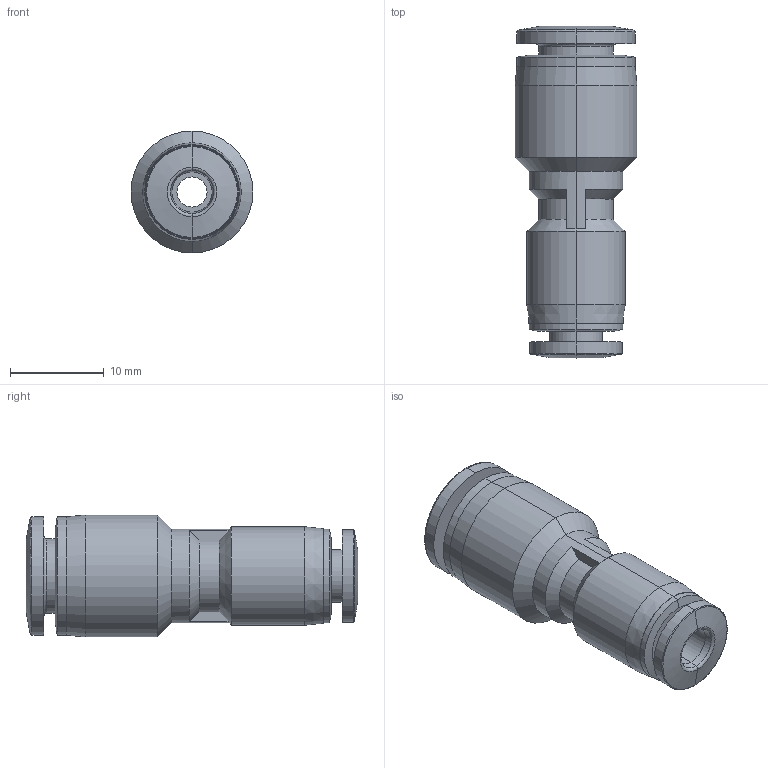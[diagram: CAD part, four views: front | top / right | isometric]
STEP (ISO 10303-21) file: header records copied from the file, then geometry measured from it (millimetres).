
FILE_DESCRIPTION (( 'STEP AP214' ), '1' );
FILE_NAME ('UR14-532.step', '2016-02-24T20:48:55', ( '' ), ( '' ), 'SwSTEP 2.0', 'SolidWorks 2015', '' );
FILE_SCHEMA (( 'AUTOMOTIVE_DESIGN' ));
Length unit declared in the file: inch
Products named in the file (1): UR14-532
Bounding box: 13 x 35.4 x 13 mm (x, y, z)
Volume: 2515.2 mm3; surface area: 2234.6 mm2
Topology: 1 solids, 1 shells, 69 faces, 146 edges, 84 vertices
Faces by surface type: cylinder 26, cone 22, plane 11, bspline 8, torus 2
Entity records: 2883 total; most frequent: CARTESIAN_POINT 444, DIRECTION 348, ORIENTED_EDGE 292, AXIS2_PLACEMENT_3D 148, EDGE_CURVE 146, CIRCLE 86, VERTEX_POINT 84, EDGE_LOOP 76
